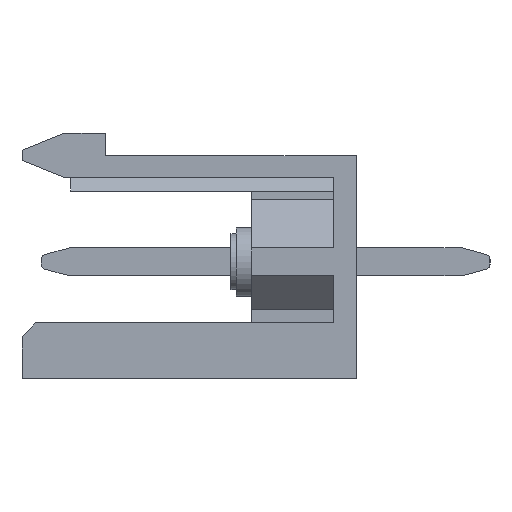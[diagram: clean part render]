
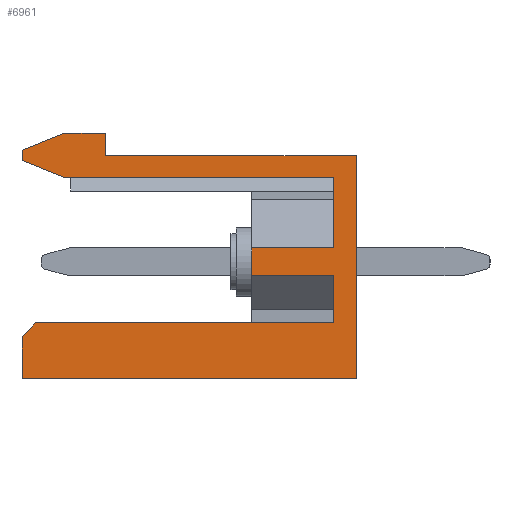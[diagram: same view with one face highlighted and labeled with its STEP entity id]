
A CAD part, left-side view. The second image highlights one B-rep face of the part: STEP entity #6961.
In plain terms, the highlighted planar face has unit normal (-1, 0, 0).
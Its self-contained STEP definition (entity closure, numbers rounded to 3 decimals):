
#612 = VECTOR ( 'NONE', #3014, 1000. ) ;
#927 = ORIENTED_EDGE ( 'NONE', *, *, #25041, .F. ) ;
#1257 = CARTESIAN_POINT ( 'NONE',  ( 0., 0., 0. ) ) ;
#1410 = CARTESIAN_POINT ( 'NONE',  ( 0., 12., 0.2 ) ) ;
#1497 = CARTESIAN_POINT ( 'NONE',  ( 0., 9.01, 0.8 ) ) ;
#1759 = CARTESIAN_POINT ( 'NONE',  ( 0., 3.75, -4.31 ) ) ;
#1868 = DIRECTION ( 'NONE',  ( 0., -1., 0. ) ) ;
#1961 = VECTOR ( 'NONE', #16417, 1000. ) ;
#2119 = DIRECTION ( 'NONE',  ( 0., 0., -1. ) ) ;
#2452 = DIRECTION ( 'NONE',  ( 0., -1., 0. ) ) ;
#2479 = CARTESIAN_POINT ( 'NONE',  ( 0., 12., -8. ) ) ;
#2582 = ORIENTED_EDGE ( 'NONE', *, *, #18008, .F. ) ;
#2602 = CARTESIAN_POINT ( 'NONE',  ( 0., 3.75, -3.31 ) ) ;
#3008 = ORIENTED_EDGE ( 'NONE', *, *, #21917, .F. ) ;
#3014 = DIRECTION ( 'NONE',  ( 0., -0.928, 0.371 ) ) ;
#3679 = LINE ( 'NONE', #32639, #16665 ) ;
#3878 = ORIENTED_EDGE ( 'NONE', *, *, #28902, .F. ) ;
#3887 = CARTESIAN_POINT ( 'NONE',  ( 0., 12., -0.17 ) ) ;
#3917 = VECTOR ( 'NONE', #12231, 1000. ) ;
#4188 = LINE ( 'NONE', #12212, #24865 ) ;
#4497 = VECTOR ( 'NONE', #28384, 1000. ) ;
#4658 = VERTEX_POINT ( 'NONE', #16610 ) ;
#4687 = DIRECTION ( 'NONE',  ( 0., -1., 0. ) ) ;
#4752 = LINE ( 'NONE', #9629, #3917 ) ;
#5086 = CARTESIAN_POINT ( 'NONE',  ( 0., 9.01, 0. ) ) ;
#5952 = VERTEX_POINT ( 'NONE', #13395 ) ;
#6037 = EDGE_CURVE ( 'NONE', #28668, #15564, #13054, .T. ) ;
#6171 = VECTOR ( 'NONE', #10333, 1000. ) ;
#6235 = EDGE_CURVE ( 'NONE', #4658, #28332, #30383, .T. ) ;
#6263 = CARTESIAN_POINT ( 'NONE',  ( 0., 0.8, -3.31 ) ) ;
#6456 = LINE ( 'NONE', #31787, #1961 ) ;
#6472 = VECTOR ( 'NONE', #12508, 1000. ) ;
#6961 = ADVANCED_FACE ( 'NONE', ( #20677 ), #22265, .F. ) ;
#7075 = CARTESIAN_POINT ( 'NONE',  ( 0., 0., 0. ) ) ;
#7229 = CARTESIAN_POINT ( 'NONE',  ( 0., 0.8, -0.77 ) ) ;
#7321 = LINE ( 'NONE', #7075, #27113 ) ;
#7345 = DIRECTION ( 'NONE',  ( 0., 1., 0. ) ) ;
#8858 = EDGE_CURVE ( 'NONE', #28040, #32430, #4752, .T. ) ;
#9164 = CARTESIAN_POINT ( 'NONE',  ( 0., 0.8, -6. ) ) ;
#9184 = LINE ( 'NONE', #15955, #612 ) ;
#9629 = CARTESIAN_POINT ( 'NONE',  ( 0., 3.75, -3.31 ) ) ;
#9781 = CARTESIAN_POINT ( 'NONE',  ( 0., 3.75, -4.31 ) ) ;
#10033 = VECTOR ( 'NONE', #7345, 1000. ) ;
#10229 = LINE ( 'NONE', #3887, #11046 ) ;
#10333 = DIRECTION ( 'NONE',  ( 0., 0.707, -0.707 ) ) ;
#11046 = VECTOR ( 'NONE', #22023, 1000. ) ;
#11242 = CARTESIAN_POINT ( 'NONE',  ( 0., 0.8, -0.77 ) ) ;
#12212 = CARTESIAN_POINT ( 'NONE',  ( 0., 12., -0.17 ) ) ;
#12231 = DIRECTION ( 'NONE',  ( 0., 0., -1. ) ) ;
#12232 = EDGE_CURVE ( 'NONE', #25557, #26531, #10229, .T. ) ;
#12248 = CARTESIAN_POINT ( 'NONE',  ( 0., 11.5, -6. ) ) ;
#12324 = ORIENTED_EDGE ( 'NONE', *, *, #8858, .T. ) ;
#12508 = DIRECTION ( 'NONE',  ( 0., 0., 1. ) ) ;
#12786 = LINE ( 'NONE', #20446, #25759 ) ;
#13054 = LINE ( 'NONE', #12248, #6171 ) ;
#13093 = VECTOR ( 'NONE', #2452, 1000. ) ;
#13395 = CARTESIAN_POINT ( 'NONE',  ( 0., 0., -8. ) ) ;
#13427 = VECTOR ( 'NONE', #4687, 1000. ) ;
#13939 = ORIENTED_EDGE ( 'NONE', *, *, #14686, .F. ) ;
#14165 = EDGE_CURVE ( 'NONE', #23347, #23489, #20227, .T. ) ;
#14686 = EDGE_CURVE ( 'NONE', #28040, #23347, #23047, .T. ) ;
#14712 = ORIENTED_EDGE ( 'NONE', *, *, #24891, .F. ) ;
#14882 = CARTESIAN_POINT ( 'NONE',  ( 0., 10.5, -0.77 ) ) ;
#15143 = VERTEX_POINT ( 'NONE', #19509 ) ;
#15564 = VERTEX_POINT ( 'NONE', #31563 ) ;
#15955 = CARTESIAN_POINT ( 'NONE',  ( 0., 10.5, 0.8 ) ) ;
#16138 = VECTOR ( 'NONE', #20308, 1000. ) ;
#16417 = DIRECTION ( 'NONE',  ( 0., 1., 0. ) ) ;
#16610 = CARTESIAN_POINT ( 'NONE',  ( 0., 9.01, 0.8 ) ) ;
#16665 = VECTOR ( 'NONE', #1868, 1000. ) ;
#16940 = LINE ( 'NONE', #32969, #10033 ) ;
#17239 = CARTESIAN_POINT ( 'NONE',  ( 0., 0.8, -0.77 ) ) ;
#17633 = VERTEX_POINT ( 'NONE', #26203 ) ;
#18008 = EDGE_CURVE ( 'NONE', #27714, #5952, #7321, .T. ) ;
#18288 = LINE ( 'NONE', #2479, #4497 ) ;
#18325 = LINE ( 'NONE', #11242, #31933 ) ;
#18463 = CARTESIAN_POINT ( 'NONE',  ( 0., 11.5, -6. ) ) ;
#18933 = EDGE_LOOP ( 'NONE', ( #3878, #29324, #20861, #3008, #2582, #927, #29690, #23261, #28458, #14712, #32790, #19202, #29302, #13939, #12324, #28885, #19628 ) ) ;
#19202 = ORIENTED_EDGE ( 'NONE', *, *, #22070, .F. ) ;
#19509 = CARTESIAN_POINT ( 'NONE',  ( 0., 12., -8. ) ) ;
#19628 = ORIENTED_EDGE ( 'NONE', *, *, #25918, .F. ) ;
#19888 = EDGE_CURVE ( 'NONE', #23966, #17633, #9184, .T. ) ;
#19993 = LINE ( 'NONE', #5086, #13093 ) ;
#20227 = LINE ( 'NONE', #7229, #6472 ) ;
#20308 = DIRECTION ( 'NONE',  ( 0., -1., 0. ) ) ;
#20322 = LINE ( 'NONE', #9781, #13427 ) ;
#20362 = EDGE_CURVE ( 'NONE', #17633, #4658, #12786, .T. ) ;
#20446 = CARTESIAN_POINT ( 'NONE',  ( 0., 10.5, 0.8 ) ) ;
#20677 = FACE_OUTER_BOUND ( 'NONE', #18933, .T. ) ;
#20861 = ORIENTED_EDGE ( 'NONE', *, *, #26258, .F. ) ;
#21917 = EDGE_CURVE ( 'NONE', #5952, #15143, #16940, .T. ) ;
#22023 = DIRECTION ( 'NONE',  ( 0., 0.928, 0.371 ) ) ;
#22070 = EDGE_CURVE ( 'NONE', #23489, #25557, #6456, .T. ) ;
#22129 = DIRECTION ( 'NONE',  ( 0., 0., -1. ) ) ;
#22179 = VERTEX_POINT ( 'NONE', #9164 ) ;
#22192 = DIRECTION ( 'NONE',  ( 1., 0., 0. ) ) ;
#22265 = PLANE ( 'NONE',  #31705 ) ;
#22589 = DIRECTION ( 'NONE',  ( 0., 0., -1. ) ) ;
#22848 = CARTESIAN_POINT ( 'NONE',  ( 0., 0., 0. ) ) ;
#22908 = VERTEX_POINT ( 'NONE', #32502 ) ;
#23047 = LINE ( 'NONE', #27972, #16138 ) ;
#23074 = DIRECTION ( 'NONE',  ( 0., -1., 0. ) ) ;
#23261 = ORIENTED_EDGE ( 'NONE', *, *, #20362, .F. ) ;
#23347 = VERTEX_POINT ( 'NONE', #6263 ) ;
#23489 = VERTEX_POINT ( 'NONE', #17239 ) ;
#23966 = VERTEX_POINT ( 'NONE', #1410 ) ;
#24865 = VECTOR ( 'NONE', #32766, 1000. ) ;
#24891 = EDGE_CURVE ( 'NONE', #26531, #23966, #4188, .T. ) ;
#25041 = EDGE_CURVE ( 'NONE', #28332, #27714, #19993, .T. ) ;
#25557 = VERTEX_POINT ( 'NONE', #14882 ) ;
#25759 = VECTOR ( 'NONE', #23074, 1000. ) ;
#25918 = EDGE_CURVE ( 'NONE', #22179, #22908, #18325, .T. ) ;
#26203 = CARTESIAN_POINT ( 'NONE',  ( 0., 10.5, 0.8 ) ) ;
#26258 = EDGE_CURVE ( 'NONE', #15143, #15564, #18288, .T. ) ;
#26531 = VERTEX_POINT ( 'NONE', #31889 ) ;
#26724 = DIRECTION ( 'NONE',  ( 0., 0., 1. ) ) ;
#27113 = VECTOR ( 'NONE', #22589, 1000. ) ;
#27714 = VERTEX_POINT ( 'NONE', #1257 ) ;
#27913 = EDGE_CURVE ( 'NONE', #32430, #22908, #20322, .T. ) ;
#27972 = CARTESIAN_POINT ( 'NONE',  ( 0., 3.75, -3.31 ) ) ;
#27997 = VECTOR ( 'NONE', #2119, 1000. ) ;
#28040 = VERTEX_POINT ( 'NONE', #2602 ) ;
#28332 = VERTEX_POINT ( 'NONE', #29626 ) ;
#28384 = DIRECTION ( 'NONE',  ( 0., 0., 1. ) ) ;
#28458 = ORIENTED_EDGE ( 'NONE', *, *, #19888, .F. ) ;
#28668 = VERTEX_POINT ( 'NONE', #18463 ) ;
#28885 = ORIENTED_EDGE ( 'NONE', *, *, #27913, .T. ) ;
#28902 = EDGE_CURVE ( 'NONE', #28668, #22179, #3679, .T. ) ;
#29302 = ORIENTED_EDGE ( 'NONE', *, *, #14165, .F. ) ;
#29324 = ORIENTED_EDGE ( 'NONE', *, *, #6037, .T. ) ;
#29626 = CARTESIAN_POINT ( 'NONE',  ( 0., 9.01, 0. ) ) ;
#29690 = ORIENTED_EDGE ( 'NONE', *, *, #6235, .F. ) ;
#30383 = LINE ( 'NONE', #1497, #27997 ) ;
#31563 = CARTESIAN_POINT ( 'NONE',  ( 0., 12., -6.5 ) ) ;
#31705 = AXIS2_PLACEMENT_3D ( 'NONE', #22848, #22192, #22129 ) ;
#31787 = CARTESIAN_POINT ( 'NONE',  ( 0., 10.5, -0.77 ) ) ;
#31889 = CARTESIAN_POINT ( 'NONE',  ( 0., 12., -0.17 ) ) ;
#31933 = VECTOR ( 'NONE', #26724, 1000. ) ;
#32430 = VERTEX_POINT ( 'NONE', #1759 ) ;
#32502 = CARTESIAN_POINT ( 'NONE',  ( 0., 0.8, -4.31 ) ) ;
#32639 = CARTESIAN_POINT ( 'NONE',  ( 0., 0.8, -6. ) ) ;
#32766 = DIRECTION ( 'NONE',  ( 0., 0., 1. ) ) ;
#32790 = ORIENTED_EDGE ( 'NONE', *, *, #12232, .F. ) ;
#32969 = CARTESIAN_POINT ( 'NONE',  ( 0., 0., -8. ) ) ;
